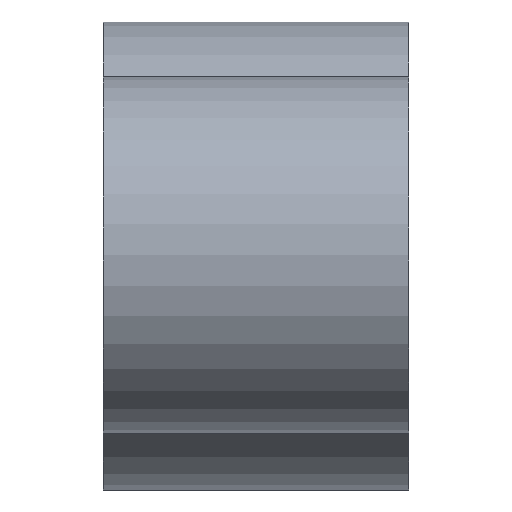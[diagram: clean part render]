
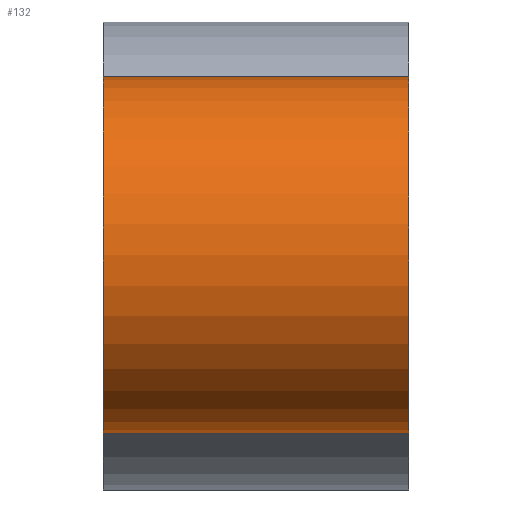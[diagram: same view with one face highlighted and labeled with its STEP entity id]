
A CAD part, top view. The second image highlights one B-rep face of the part: STEP entity #132.
In plain terms, the highlighted cylindrical face has radius 35 mm (diameter 70 mm), a partial arc.
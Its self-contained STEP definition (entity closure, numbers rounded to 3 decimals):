
#49=CIRCLE('',#161,35.);
#50=CIRCLE('',#162,35.);
#52=CYLINDRICAL_SURFACE('',#160,35.);
#56=FACE_OUTER_BOUND('',#62,.T.);
#62=EDGE_LOOP('',(#113,#114,#115,#116));
#66=LINE('',#240,#74);
#72=LINE('',#255,#80);
#74=VECTOR('',#183,10.);
#80=VECTOR('',#197,10.);
#82=VERTEX_POINT('',#237);
#83=VERTEX_POINT('',#239);
#87=VERTEX_POINT('',#251);
#88=VERTEX_POINT('',#253);
#90=EDGE_CURVE('',#82,#83,#66,.T.);
#98=EDGE_CURVE('',#87,#88,#72,.T.);
#99=EDGE_CURVE('',#82,#87,#49,.T.);
#100=EDGE_CURVE('',#83,#88,#50,.T.);
#113=ORIENTED_EDGE('',*,*,#99,.T.);
#114=ORIENTED_EDGE('',*,*,#98,.T.);
#115=ORIENTED_EDGE('',*,*,#100,.F.);
#116=ORIENTED_EDGE('',*,*,#90,.F.);
#132=ADVANCED_FACE('',(#56),#52,.T.);
#160=AXIS2_PLACEMENT_3D('',#256,#198,#199);
#161=AXIS2_PLACEMENT_3D('',#257,#200,#201);
#162=AXIS2_PLACEMENT_3D('',#258,#202,#203);
#183=DIRECTION('',(1.,0.,0.));
#197=DIRECTION('',(1.,0.,0.));
#198=DIRECTION('center_axis',(1.,0.,0.));
#199=DIRECTION('ref_axis',(0.,1.,0.));
#200=DIRECTION('center_axis',(1.,0.,0.));
#201=DIRECTION('ref_axis',(0.,1.,0.));
#202=DIRECTION('center_axis',(1.,0.,0.));
#203=DIRECTION('ref_axis',(0.,1.,0.));
#237=CARTESIAN_POINT('',(21.,35.,0.));
#239=CARTESIAN_POINT('',(81.,35.,0.));
#240=CARTESIAN_POINT('',(21.,35.,0.));
#251=CARTESIAN_POINT('',(21.,-35.,0.));
#253=CARTESIAN_POINT('',(81.,-35.,0.));
#255=CARTESIAN_POINT('',(21.,-35.,0.));
#256=CARTESIAN_POINT('Origin',(21.,0.,0.));
#257=CARTESIAN_POINT('Origin',(21.,0.,0.));
#258=CARTESIAN_POINT('Origin',(81.,0.,0.));
